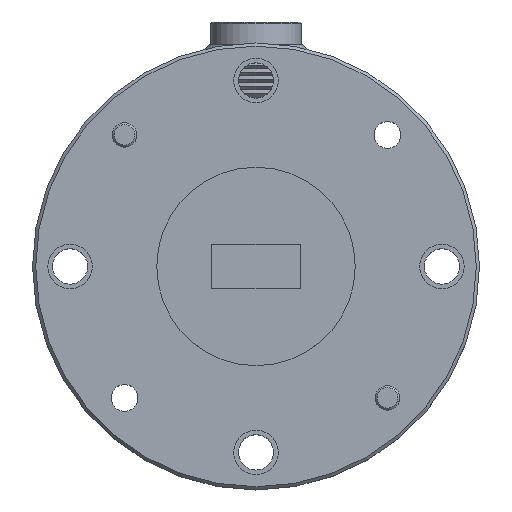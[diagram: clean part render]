
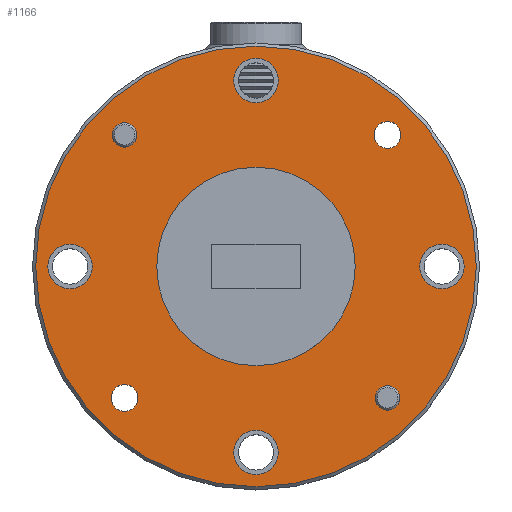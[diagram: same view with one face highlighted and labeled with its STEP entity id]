
A CAD part, top view. The second image highlights one B-rep face of the part: STEP entity #1166.
In plain terms, the highlighted planar face has unit normal (0, 0, 1).
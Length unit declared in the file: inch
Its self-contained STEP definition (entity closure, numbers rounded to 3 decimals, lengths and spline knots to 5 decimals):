
#12 = FACE_BOUND ( 'NONE', #2197, .T. ) ;
#47 = CARTESIAN_POINT ( 'NONE',  ( 0.4685, 0., 0. ) ) ;
#48 = VERTEX_POINT ( 'NONE', #2474 ) ;
#55 = PLANE ( 'NONE',  #2634 ) ;
#77 = CARTESIAN_POINT ( 'NONE',  ( -0.29778, -0.33128, 0. ) ) ;
#109 = DIRECTION ( 'NONE',  ( 1., 0., 0. ) ) ;
#173 = DIRECTION ( 'NONE',  ( 1., 0., 0. ) ) ;
#222 = FACE_BOUND ( 'NONE', #924, .T. ) ;
#254 = AXIS2_PLACEMENT_3D ( 'NONE', #1087, #2800, #815 ) ;
#294 = CIRCLE ( 'NONE', #254, 0.03075 ) ;
#377 = EDGE_CURVE ( 'NONE', #2033, #2033, #1785, .T. ) ;
#455 = EDGE_CURVE ( 'NONE', #2614, #2614, #1507, .T. ) ;
#486 = ORIENTED_EDGE ( 'NONE', *, *, #1798, .F. ) ;
#501 = CIRCLE ( 'NONE', #1582, 0.25 ) ;
#504 = CARTESIAN_POINT ( 'NONE',  ( 0.5245, 0., 0. ) ) ;
#621 = DIRECTION ( 'NONE',  ( 0., 0., 1. ) ) ;
#635 = EDGE_LOOP ( 'NONE', ( #2198 ) ) ;
#664 = DIRECTION ( 'NONE',  ( 0., 0., 1. ) ) ;
#727 = VERTEX_POINT ( 'NONE', #1424 ) ;
#749 = EDGE_CURVE ( 'NONE', #2880, #2880, #1653, .T. ) ;
#760 = CIRCLE ( 'NONE', #858, 0.0335 ) ;
#785 = DIRECTION ( 'NONE',  ( 0., 0., 1. ) ) ;
#792 = ORIENTED_EDGE ( 'NONE', *, *, #2585, .F. ) ;
#803 = CARTESIAN_POINT ( 'NONE',  ( 0., 0.4685, 0. ) ) ;
#806 = CARTESIAN_POINT ( 'NONE',  ( 0., -0.4685, 0. ) ) ;
#815 = DIRECTION ( 'NONE',  ( 1., 0., 0. ) ) ;
#836 = CARTESIAN_POINT ( 'NONE',  ( 0., 0., 0. ) ) ;
#849 = ORIENTED_EDGE ( 'NONE', *, *, #1452, .F. ) ;
#858 = AXIS2_PLACEMENT_3D ( 'NONE', #2437, #664, #1329 ) ;
#870 = EDGE_CURVE ( 'NONE', #2220, #2220, #2654, .T. ) ;
#900 = FACE_BOUND ( 'NONE', #2413, .T. ) ;
#908 = CIRCLE ( 'NONE', #1335, 0.0335 ) ;
#924 = EDGE_LOOP ( 'NONE', ( #2674 ) ) ;
#940 = FACE_BOUND ( 'NONE', #1894, .T. ) ;
#955 = FACE_BOUND ( 'NONE', #2107, .T. ) ;
#992 = CARTESIAN_POINT ( 'NONE',  ( -0.33128, -0.33128, 0. ) ) ;
#1051 = ORIENTED_EDGE ( 'NONE', *, *, #455, .T. ) ;
#1057 = CARTESIAN_POINT ( 'NONE',  ( 0.33128, -0.33128, 0. ) ) ;
#1087 = CARTESIAN_POINT ( 'NONE',  ( -0.33128, 0.33128, 0. ) ) ;
#1105 = VERTEX_POINT ( 'NONE', #2644 ) ;
#1153 = CARTESIAN_POINT ( 'NONE',  ( 0., 0., 0. ) ) ;
#1166 = ADVANCED_FACE ( 'NONE', ( #2721, #940, #222, #2479, #900, #1630, #2040, #2068, #12, #955 ), #55, .T. ) ;
#1172 = VERTEX_POINT ( 'NONE', #2073 ) ;
#1190 = AXIS2_PLACEMENT_3D ( 'NONE', #1057, #621, #173 ) ;
#1222 = DIRECTION ( 'NONE',  ( 0., 0., 1. ) ) ;
#1235 = ORIENTED_EDGE ( 'NONE', *, *, #749, .F. ) ;
#1248 = CARTESIAN_POINT ( 'NONE',  ( 0., 0., 0. ) ) ;
#1281 = DIRECTION ( 'NONE',  ( 1., 0., 0. ) ) ;
#1286 = EDGE_LOOP ( 'NONE', ( #849 ) ) ;
#1329 = DIRECTION ( 'NONE',  ( 1., 0., 0. ) ) ;
#1335 = AXIS2_PLACEMENT_3D ( 'NONE', #992, #785, #1281 ) ;
#1424 = CARTESIAN_POINT ( 'NONE',  ( 0.25, 0., 0. ) ) ;
#1445 = DIRECTION ( 'NONE',  ( 0., 0., 1. ) ) ;
#1452 = EDGE_CURVE ( 'NONE', #1105, #1105, #294, .T. ) ;
#1495 = DIRECTION ( 'NONE',  ( 0., 0., 1. ) ) ;
#1505 = DIRECTION ( 'NONE',  ( 0., 0., 1. ) ) ;
#1507 = CIRCLE ( 'NONE', #2347, 0.555 ) ;
#1519 = CARTESIAN_POINT ( 'NONE',  ( -0.4125, 0., 0. ) ) ;
#1553 = EDGE_LOOP ( 'NONE', ( #2617 ) ) ;
#1565 = CARTESIAN_POINT ( 'NONE',  ( 0.555, 0., 0. ) ) ;
#1582 = AXIS2_PLACEMENT_3D ( 'NONE', #836, #1743, #2619 ) ;
#1609 = EDGE_CURVE ( 'NONE', #2687, #2687, #2772, .T. ) ;
#1627 = AXIS2_PLACEMENT_3D ( 'NONE', #47, #1445, #2314 ) ;
#1630 = FACE_BOUND ( 'NONE', #1553, .T. ) ;
#1653 = CIRCLE ( 'NONE', #2890, 0.056 ) ;
#1742 = ORIENTED_EDGE ( 'NONE', *, *, #2486, .F. ) ;
#1743 = DIRECTION ( 'NONE',  ( 0., 0., 1. ) ) ;
#1770 = EDGE_LOOP ( 'NONE', ( #1051 ) ) ;
#1785 = CIRCLE ( 'NONE', #1984, 0.056 ) ;
#1798 = EDGE_CURVE ( 'NONE', #727, #727, #501, .T. ) ;
#1833 = DIRECTION ( 'NONE',  ( 0., 0., 1. ) ) ;
#1894 = EDGE_LOOP ( 'NONE', ( #486 ) ) ;
#1911 = AXIS2_PLACEMENT_3D ( 'NONE', #803, #2834, #1964 ) ;
#1964 = DIRECTION ( 'NONE',  ( 1., 0., 0. ) ) ;
#1974 = ORIENTED_EDGE ( 'NONE', *, *, #2312, .F. ) ;
#1984 = AXIS2_PLACEMENT_3D ( 'NONE', #806, #1495, #2558 ) ;
#2033 = VERTEX_POINT ( 'NONE', #2426 ) ;
#2040 = FACE_BOUND ( 'NONE', #2826, .T. ) ;
#2068 = FACE_BOUND ( 'NONE', #1286, .T. ) ;
#2073 = CARTESIAN_POINT ( 'NONE',  ( 0.36203, -0.33128, 0. ) ) ;
#2107 = EDGE_LOOP ( 'NONE', ( #1974 ) ) ;
#2197 = EDGE_LOOP ( 'NONE', ( #1742 ) ) ;
#2198 = ORIENTED_EDGE ( 'NONE', *, *, #1609, .F. ) ;
#2220 = VERTEX_POINT ( 'NONE', #2451 ) ;
#2289 = VERTEX_POINT ( 'NONE', #77 ) ;
#2312 = EDGE_CURVE ( 'NONE', #2289, #2289, #908, .T. ) ;
#2314 = DIRECTION ( 'NONE',  ( 1., 0., 0. ) ) ;
#2347 = AXIS2_PLACEMENT_3D ( 'NONE', #1248, #1505, #2865 ) ;
#2413 = EDGE_LOOP ( 'NONE', ( #1235 ) ) ;
#2426 = CARTESIAN_POINT ( 'NONE',  ( 0.056, -0.4685, 0. ) ) ;
#2437 = CARTESIAN_POINT ( 'NONE',  ( 0.33128, 0.33128, 0. ) ) ;
#2451 = CARTESIAN_POINT ( 'NONE',  ( 0.056, 0.4685, 0. ) ) ;
#2474 = CARTESIAN_POINT ( 'NONE',  ( 0.36478, 0.33128, 0. ) ) ;
#2479 = FACE_BOUND ( 'NONE', #635, .T. ) ;
#2486 = EDGE_CURVE ( 'NONE', #48, #48, #760, .T. ) ;
#2492 = DIRECTION ( 'NONE',  ( 1., 0., 0. ) ) ;
#2558 = DIRECTION ( 'NONE',  ( 1., 0., 0. ) ) ;
#2585 = EDGE_CURVE ( 'NONE', #1172, #1172, #2866, .T. ) ;
#2614 = VERTEX_POINT ( 'NONE', #1565 ) ;
#2617 = ORIENTED_EDGE ( 'NONE', *, *, #377, .F. ) ;
#2619 = DIRECTION ( 'NONE',  ( 1., 0., 0. ) ) ;
#2634 = AXIS2_PLACEMENT_3D ( 'NONE', #1153, #1833, #2492 ) ;
#2644 = CARTESIAN_POINT ( 'NONE',  ( -0.30053, 0.33128, 0. ) ) ;
#2654 = CIRCLE ( 'NONE', #1911, 0.056 ) ;
#2674 = ORIENTED_EDGE ( 'NONE', *, *, #870, .F. ) ;
#2687 = VERTEX_POINT ( 'NONE', #504 ) ;
#2721 = FACE_OUTER_BOUND ( 'NONE', #1770, .T. ) ;
#2772 = CIRCLE ( 'NONE', #1627, 0.056 ) ;
#2773 = CARTESIAN_POINT ( 'NONE',  ( -0.4685, 0., 0. ) ) ;
#2800 = DIRECTION ( 'NONE',  ( 0., 0., 1. ) ) ;
#2826 = EDGE_LOOP ( 'NONE', ( #792 ) ) ;
#2834 = DIRECTION ( 'NONE',  ( 0., 0., 1. ) ) ;
#2865 = DIRECTION ( 'NONE',  ( 1., 0., 0. ) ) ;
#2866 = CIRCLE ( 'NONE', #1190, 0.03075 ) ;
#2880 = VERTEX_POINT ( 'NONE', #1519 ) ;
#2890 = AXIS2_PLACEMENT_3D ( 'NONE', #2773, #1222, #109 ) ;
